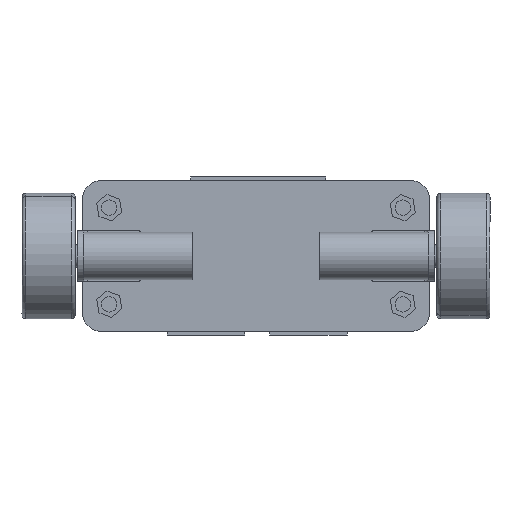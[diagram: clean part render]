
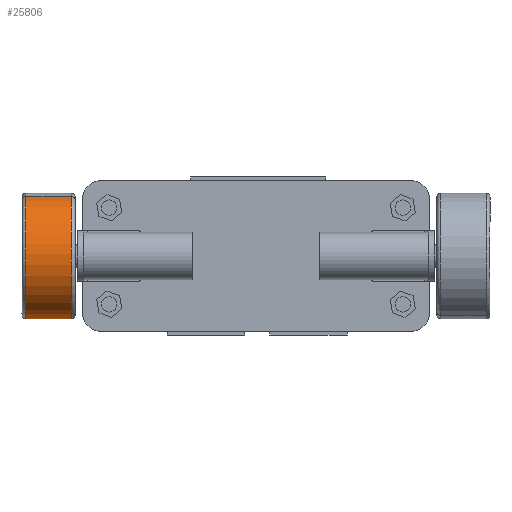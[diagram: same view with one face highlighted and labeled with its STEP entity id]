
A CAD part, front view. The second image highlights one B-rep face of the part: STEP entity #25806.
In plain terms, the highlighted cylindrical face has radius 32.5 mm (diameter 65 mm), a partial arc.
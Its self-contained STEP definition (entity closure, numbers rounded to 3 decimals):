
#469 = AXIS2_PLACEMENT_3D ( 'NONE', #21790, #17491, #25113 ) ;
#1530 = FACE_OUTER_BOUND ( 'NONE', #38053, .T. ) ;
#2019 = DIRECTION ( 'NONE',  ( 1., 0., 0. ) ) ;
#4965 = AXIS2_PLACEMENT_3D ( 'NONE', #44908, #7815, #18923 ) ;
#5342 = CIRCLE ( 'NONE', #48885, 32.5 ) ;
#5371 = CARTESIAN_POINT ( 'NONE',  ( 32.5, 0., 25.5 ) ) ;
#6892 = DIRECTION ( 'NONE',  ( 0., 0., -1. ) ) ;
#7815 = DIRECTION ( 'NONE',  ( 0., 0., -1. ) ) ;
#8571 = CARTESIAN_POINT ( 'NONE',  ( -32.5, 0., 25.5 ) ) ;
#14526 = CIRCLE ( 'NONE', #469, 32.5 ) ;
#16036 = EDGE_CURVE ( 'NONE', #27468, #42229, #34852, .T. ) ;
#16894 = ORIENTED_EDGE ( 'NONE', *, *, #42106, .T. ) ;
#17417 = CARTESIAN_POINT ( 'NONE',  ( 0., 0., 25.5 ) ) ;
#17491 = DIRECTION ( 'NONE',  ( 0., 0., 1. ) ) ;
#18923 = DIRECTION ( 'NONE',  ( -1., 0., 0. ) ) ;
#18932 = ORIENTED_EDGE ( 'NONE', *, *, #37079, .T. ) ;
#20977 = ORIENTED_EDGE ( 'NONE', *, *, #32773, .T. ) ;
#21242 = VECTOR ( 'NONE', #47523, 1000. ) ;
#21790 = CARTESIAN_POINT ( 'NONE',  ( 0., 0., 2. ) ) ;
#24704 = VECTOR ( 'NONE', #6892, 1000. ) ;
#25113 = DIRECTION ( 'NONE',  ( 1., 0., 0. ) ) ;
#25806 = ADVANCED_FACE ( 'NONE', ( #1530 ), #34094, .T. ) ;
#26435 = VERTEX_POINT ( 'NONE', #8571 ) ;
#27468 = VERTEX_POINT ( 'NONE', #5371 ) ;
#32521 = CARTESIAN_POINT ( 'NONE',  ( -32.5, 0., 27.5 ) ) ;
#32597 = DIRECTION ( 'NONE',  ( 0., 0., -1. ) ) ;
#32773 = EDGE_CURVE ( 'NONE', #27468, #26435, #5342, .T. ) ;
#34094 = CYLINDRICAL_SURFACE ( 'NONE', #4965, 32.5 ) ;
#34554 = CARTESIAN_POINT ( 'NONE',  ( -32.5, 0., 2. ) ) ;
#34852 = LINE ( 'NONE', #47681, #21242 ) ;
#36472 = LINE ( 'NONE', #32521, #24704 ) ;
#37079 = EDGE_CURVE ( 'NONE', #45845, #42229, #14526, .T. ) ;
#37466 = ORIENTED_EDGE ( 'NONE', *, *, #16036, .F. ) ;
#38053 = EDGE_LOOP ( 'NONE', ( #37466, #20977, #16894, #18932 ) ) ;
#42106 = EDGE_CURVE ( 'NONE', #26435, #45845, #36472, .T. ) ;
#42229 = VERTEX_POINT ( 'NONE', #44125 ) ;
#44125 = CARTESIAN_POINT ( 'NONE',  ( 32.5, 0., 2. ) ) ;
#44908 = CARTESIAN_POINT ( 'NONE',  ( 0., 0., 27.5 ) ) ;
#45845 = VERTEX_POINT ( 'NONE', #34554 ) ;
#47523 = DIRECTION ( 'NONE',  ( 0., 0., -1. ) ) ;
#47681 = CARTESIAN_POINT ( 'NONE',  ( 32.5, 0., 27.5 ) ) ;
#48885 = AXIS2_PLACEMENT_3D ( 'NONE', #17417, #32597, #2019 ) ;
